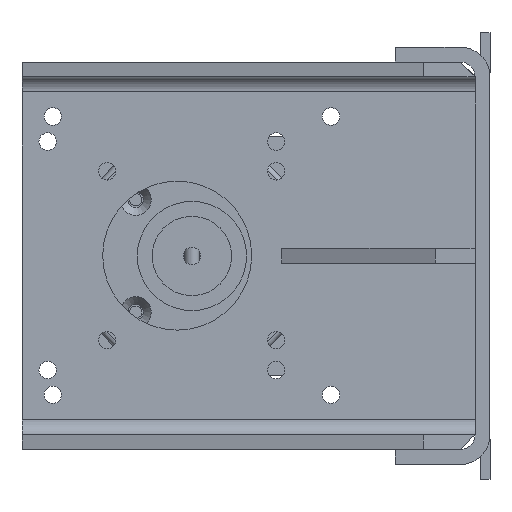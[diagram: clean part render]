
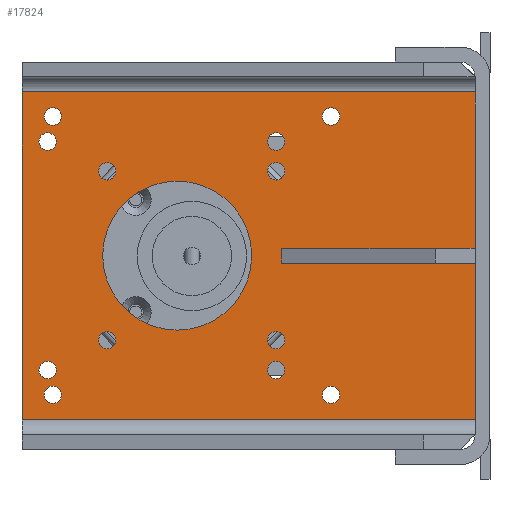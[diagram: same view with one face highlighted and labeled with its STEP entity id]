
A CAD part, front view. The second image highlights one B-rep face of the part: STEP entity #17824.
In plain terms, the highlighted planar face has unit normal (0, -1, 0).
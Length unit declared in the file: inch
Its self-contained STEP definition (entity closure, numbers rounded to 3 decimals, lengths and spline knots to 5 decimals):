
#2123=LINE('',#34249,#3078);
#2124=LINE('',#34253,#3079);
#2126=LINE('',#34260,#3081);
#2127=LINE('',#34261,#3082);
#3078=VECTOR('',#24285,11.4);
#3079=VECTOR('',#24290,8.25);
#3081=VECTOR('',#24298,8.25);
#3082=VECTOR('',#24299,11.4);
#4042=CIRCLE('',#19651,0.21875);
#4044=CIRCLE('',#19654,0.21875);
#4046=CIRCLE('',#19657,0.21875);
#4048=CIRCLE('',#19660,0.21875);
#4050=CIRCLE('',#19663,0.21875);
#4052=CIRCLE('',#19666,0.21875);
#4054=CIRCLE('',#19669,0.21875);
#4056=CIRCLE('',#19672,0.21875);
#4058=CIRCLE('',#19675,0.21875);
#4060=CIRCLE('',#19678,0.21875);
#4062=CIRCLE('',#19681,0.21875);
#4064=CIRCLE('',#19684,0.21875);
#4066=CIRCLE('',#19687,1.875);
#4585=PLANE('',#19708);
#5050=FACE_BOUND('',#7630,.T.);
#5051=FACE_BOUND('',#7631,.T.);
#5052=FACE_BOUND('',#7632,.T.);
#5053=FACE_BOUND('',#7633,.T.);
#5054=FACE_BOUND('',#7634,.T.);
#5055=FACE_BOUND('',#7635,.T.);
#5056=FACE_BOUND('',#7636,.T.);
#5057=FACE_BOUND('',#7637,.T.);
#5058=FACE_BOUND('',#7638,.T.);
#5059=FACE_BOUND('',#7639,.T.);
#5060=FACE_BOUND('',#7640,.T.);
#5061=FACE_BOUND('',#7641,.T.);
#5062=FACE_BOUND('',#7642,.T.);
#6121=FACE_OUTER_BOUND('',#7629,.T.);
#7629=EDGE_LOOP('',(#16284,#16285,#16286,#16287));
#7630=EDGE_LOOP('',(#16288));
#7631=EDGE_LOOP('',(#16289));
#7632=EDGE_LOOP('',(#16290));
#7633=EDGE_LOOP('',(#16291));
#7634=EDGE_LOOP('',(#16292));
#7635=EDGE_LOOP('',(#16293));
#7636=EDGE_LOOP('',(#16294));
#7637=EDGE_LOOP('',(#16295));
#7638=EDGE_LOOP('',(#16296));
#7639=EDGE_LOOP('',(#16297));
#7640=EDGE_LOOP('',(#16298));
#7641=EDGE_LOOP('',(#16299));
#7642=EDGE_LOOP('',(#16300));
#9455=VERTEX_POINT('',#34121);
#9457=VERTEX_POINT('',#34126);
#9459=VERTEX_POINT('',#34131);
#9461=VERTEX_POINT('',#34136);
#9463=VERTEX_POINT('',#34141);
#9465=VERTEX_POINT('',#34146);
#9467=VERTEX_POINT('',#34151);
#9469=VERTEX_POINT('',#34156);
#9471=VERTEX_POINT('',#34161);
#9473=VERTEX_POINT('',#34166);
#9475=VERTEX_POINT('',#34171);
#9477=VERTEX_POINT('',#34176);
#9479=VERTEX_POINT('',#34181);
#9503=VERTEX_POINT('',#34246);
#9504=VERTEX_POINT('',#34248);
#9505=VERTEX_POINT('',#34252);
#9507=VERTEX_POINT('',#34259);
#11727=EDGE_CURVE('',#9455,#9455,#4042,.T.);
#11729=EDGE_CURVE('',#9457,#9457,#4044,.T.);
#11731=EDGE_CURVE('',#9459,#9459,#4046,.T.);
#11733=EDGE_CURVE('',#9461,#9461,#4048,.T.);
#11735=EDGE_CURVE('',#9463,#9463,#4050,.T.);
#11737=EDGE_CURVE('',#9465,#9465,#4052,.T.);
#11739=EDGE_CURVE('',#9467,#9467,#4054,.T.);
#11741=EDGE_CURVE('',#9469,#9469,#4056,.T.);
#11743=EDGE_CURVE('',#9471,#9471,#4058,.T.);
#11745=EDGE_CURVE('',#9473,#9473,#4060,.T.);
#11747=EDGE_CURVE('',#9475,#9475,#4062,.T.);
#11749=EDGE_CURVE('',#9477,#9477,#4064,.T.);
#11751=EDGE_CURVE('',#9479,#9479,#4066,.T.);
#11783=EDGE_CURVE('',#9504,#9503,#2123,.T.);
#11785=EDGE_CURVE('',#9505,#9504,#2124,.T.);
#11789=EDGE_CURVE('',#9503,#9507,#2126,.T.);
#11790=EDGE_CURVE('',#9507,#9505,#2127,.T.);
#16284=ORIENTED_EDGE('',*,*,#11783,.T.);
#16285=ORIENTED_EDGE('',*,*,#11789,.T.);
#16286=ORIENTED_EDGE('',*,*,#11790,.T.);
#16287=ORIENTED_EDGE('',*,*,#11785,.T.);
#16288=ORIENTED_EDGE('',*,*,#11727,.T.);
#16289=ORIENTED_EDGE('',*,*,#11729,.T.);
#16290=ORIENTED_EDGE('',*,*,#11731,.T.);
#16291=ORIENTED_EDGE('',*,*,#11733,.T.);
#16292=ORIENTED_EDGE('',*,*,#11735,.T.);
#16293=ORIENTED_EDGE('',*,*,#11737,.T.);
#16294=ORIENTED_EDGE('',*,*,#11739,.T.);
#16295=ORIENTED_EDGE('',*,*,#11741,.T.);
#16296=ORIENTED_EDGE('',*,*,#11743,.T.);
#16297=ORIENTED_EDGE('',*,*,#11745,.T.);
#16298=ORIENTED_EDGE('',*,*,#11747,.T.);
#16299=ORIENTED_EDGE('',*,*,#11749,.T.);
#16300=ORIENTED_EDGE('',*,*,#11751,.T.);
#17824=ADVANCED_FACE('',(#6121,#5050,#5051,#5052,#5053,#5054,#5055,#5056,
#5057,#5058,#5059,#5060,#5061,#5062),#4585,.F.);
#19651=AXIS2_PLACEMENT_3D('',#34122,#24154,#24155);
#19654=AXIS2_PLACEMENT_3D('',#34127,#24160,#24161);
#19657=AXIS2_PLACEMENT_3D('',#34132,#24166,#24167);
#19660=AXIS2_PLACEMENT_3D('',#34137,#24172,#24173);
#19663=AXIS2_PLACEMENT_3D('',#34142,#24178,#24179);
#19666=AXIS2_PLACEMENT_3D('',#34147,#24184,#24185);
#19669=AXIS2_PLACEMENT_3D('',#34152,#24190,#24191);
#19672=AXIS2_PLACEMENT_3D('',#34157,#24196,#24197);
#19675=AXIS2_PLACEMENT_3D('',#34162,#24202,#24203);
#19678=AXIS2_PLACEMENT_3D('',#34167,#24208,#24209);
#19681=AXIS2_PLACEMENT_3D('',#34172,#24214,#24215);
#19684=AXIS2_PLACEMENT_3D('',#34177,#24220,#24221);
#19687=AXIS2_PLACEMENT_3D('',#34182,#24226,#24227);
#19708=AXIS2_PLACEMENT_3D('',#34258,#24296,#24297);
#24154=DIRECTION('center_axis',(0.,1.,0.));
#24155=DIRECTION('ref_axis',(-1.,0.,0.));
#24160=DIRECTION('center_axis',(0.,1.,0.));
#24161=DIRECTION('ref_axis',(-1.,0.,0.));
#24166=DIRECTION('center_axis',(0.,1.,0.));
#24167=DIRECTION('ref_axis',(-1.,0.,0.));
#24172=DIRECTION('center_axis',(0.,1.,0.));
#24173=DIRECTION('ref_axis',(-1.,0.,0.));
#24178=DIRECTION('center_axis',(0.,1.,0.));
#24179=DIRECTION('ref_axis',(-1.,0.,0.));
#24184=DIRECTION('center_axis',(0.,1.,0.));
#24185=DIRECTION('ref_axis',(-1.,0.,0.));
#24190=DIRECTION('center_axis',(0.,1.,0.));
#24191=DIRECTION('ref_axis',(-1.,0.,0.));
#24196=DIRECTION('center_axis',(0.,1.,0.));
#24197=DIRECTION('ref_axis',(-1.,0.,0.));
#24202=DIRECTION('center_axis',(0.,1.,0.));
#24203=DIRECTION('ref_axis',(-1.,0.,0.));
#24208=DIRECTION('center_axis',(0.,1.,0.));
#24209=DIRECTION('ref_axis',(-1.,0.,0.));
#24214=DIRECTION('center_axis',(0.,1.,0.));
#24215=DIRECTION('ref_axis',(-1.,0.,0.));
#24220=DIRECTION('center_axis',(0.,1.,0.));
#24221=DIRECTION('ref_axis',(-1.,0.,0.));
#24226=DIRECTION('center_axis',(0.,1.,0.));
#24227=DIRECTION('ref_axis',(-1.,0.,0.));
#24285=DIRECTION('',(-1.,0.,0.));
#24290=DIRECTION('',(0.,0.,1.));
#24296=DIRECTION('center_axis',(0.,1.,0.));
#24297=DIRECTION('ref_axis',(-1.,0.,0.));
#24298=DIRECTION('',(0.,0.,-1.));
#24299=DIRECTION('',(1.,0.,0.));
#34121=CARTESIAN_POINT('',(2.33875,-28.595,-2.12));
#34122=CARTESIAN_POINT('Origin',(2.12,-28.595,-2.12));
#34126=CARTESIAN_POINT('',(2.33875,-28.595,2.13));
#34127=CARTESIAN_POINT('Origin',(2.12,-28.595,2.13));
#34131=CARTESIAN_POINT('',(-3.41125,-28.595,-2.87));
#34132=CARTESIAN_POINT('Origin',(-3.63,-28.595,-2.87));
#34136=CARTESIAN_POINT('',(2.33875,-28.595,2.88));
#34137=CARTESIAN_POINT('Origin',(2.12,-28.595,2.88));
#34141=CARTESIAN_POINT('',(-3.28125,-28.595,3.51));
#34142=CARTESIAN_POINT('Origin',(-3.5,-28.595,3.51));
#34146=CARTESIAN_POINT('',(3.71875,-28.595,-3.49));
#34147=CARTESIAN_POINT('Origin',(3.5,-28.595,-3.49));
#34151=CARTESIAN_POINT('',(3.71875,-28.595,3.51));
#34152=CARTESIAN_POINT('Origin',(3.5,-28.595,3.51));
#34156=CARTESIAN_POINT('',(-3.28125,-28.595,-3.49));
#34157=CARTESIAN_POINT('Origin',(-3.5,-28.595,-3.49));
#34161=CARTESIAN_POINT('',(-3.41125,-28.595,2.88));
#34162=CARTESIAN_POINT('Origin',(-3.63,-28.595,2.88));
#34166=CARTESIAN_POINT('',(2.33875,-28.595,-2.87));
#34167=CARTESIAN_POINT('Origin',(2.12,-28.595,-2.87));
#34171=CARTESIAN_POINT('',(-1.91125,-28.595,2.13));
#34172=CARTESIAN_POINT('Origin',(-2.13,-28.595,2.13));
#34176=CARTESIAN_POINT('',(-1.91125,-28.595,-2.12));
#34177=CARTESIAN_POINT('Origin',(-2.13,-28.595,-2.12));
#34181=CARTESIAN_POINT('',(1.505,-28.595,0.01));
#34182=CARTESIAN_POINT('Origin',(-0.37,-28.595,0.01));
#34246=CARTESIAN_POINT('',(-4.275,-28.595,4.13));
#34248=CARTESIAN_POINT('',(7.125,-28.595,4.13));
#34249=CARTESIAN_POINT('',(4.275,-28.595,4.13));
#34252=CARTESIAN_POINT('',(7.125,-28.595,-4.12));
#34253=CARTESIAN_POINT('',(7.125,-28.595,-4.495));
#34258=CARTESIAN_POINT('Origin',(1.425,-28.595,0.005));
#34259=CARTESIAN_POINT('',(-4.275,-28.595,-4.12));
#34260=CARTESIAN_POINT('',(-4.275,-28.595,4.505));
#34261=CARTESIAN_POINT('',(4.275,-28.595,-4.12));
